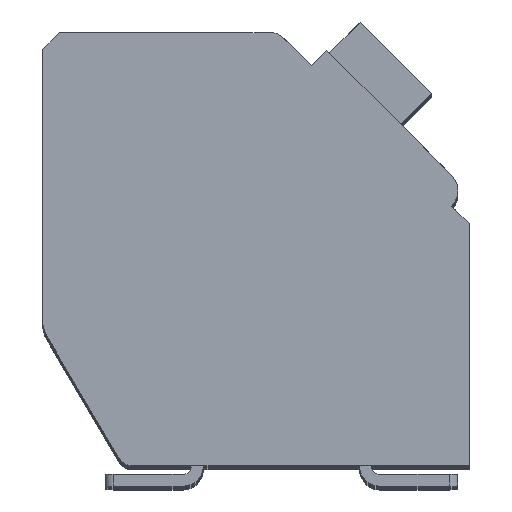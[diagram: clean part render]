
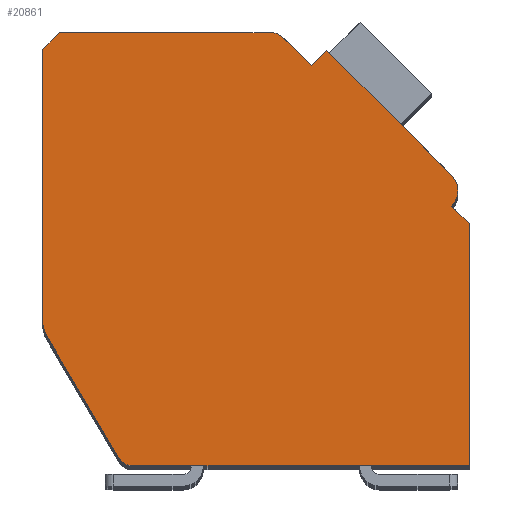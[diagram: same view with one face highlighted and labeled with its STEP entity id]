
A CAD part, top view. The second image highlights one B-rep face of the part: STEP entity #20861.
In plain terms, the highlighted planar face has unit normal (0, 0, 1).
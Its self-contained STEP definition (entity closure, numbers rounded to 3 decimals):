
#389=DIRECTION('',(0.,-1.,0.));
#390=VECTOR('',#389,8.053);
#391=CARTESIAN_POINT('',(-12.7,12.4,2.1));
#392=LINE('',#391,#390);
#393=DIRECTION('',(-0.707,-0.707,0.));
#394=VECTOR('',#393,0.707);
#395=CARTESIAN_POINT('',(-12.2,12.9,2.1));
#396=LINE('',#395,#394);
#397=DIRECTION('',(-1.,0.,0.));
#398=VECTOR('',#397,6.298);
#399=CARTESIAN_POINT('',(-5.902,12.9,2.1));
#400=LINE('',#399,#398);
#401=CARTESIAN_POINT('',(-5.902,12.4,2.1));
#402=DIRECTION('',(0.,0.,1.));
#403=DIRECTION('',(0.707,0.707,0.));
#404=AXIS2_PLACEMENT_3D('',#401,#402,#403);
#406=DIRECTION('',(-0.707,0.707,0.));
#407=VECTOR('',#406,1.197);
#408=CARTESIAN_POINT('',(-4.702,11.907,2.1));
#409=LINE('',#408,#407);
#410=DIRECTION('',(-0.707,-0.707,0.));
#411=VECTOR('',#410,0.65);
#412=CARTESIAN_POINT('',(-4.243,12.367,2.1));
#413=LINE('',#412,#411);
#414=DIRECTION('',(-0.707,0.707,0.));
#415=VECTOR('',#414,5.25);
#416=CARTESIAN_POINT('',(-0.53,8.655,2.1));
#417=LINE('',#416,#415);
#418=CARTESIAN_POINT('',(-0.99,8.195,2.1));
#419=DIRECTION('',(0.,0.,1.));
#420=DIRECTION('',(0.707,-0.707,0.));
#421=AXIS2_PLACEMENT_3D('',#418,#419,#420);
#423=DIRECTION('',(-0.707,0.707,0.));
#424=VECTOR('',#423,0.75);
#425=CARTESIAN_POINT('',(0.,7.205,2.1));
#426=LINE('',#425,#424);
#427=DIRECTION('',(0.,1.,0.));
#428=VECTOR('',#427,7.205);
#429=CARTESIAN_POINT('',(0.,0.,2.1));
#430=LINE('',#429,#428);
#431=DIRECTION('',(1.,0.,0.));
#432=VECTOR('',#431,10.014);
#433=CARTESIAN_POINT('',(-10.014,0.,2.1));
#434=LINE('',#433,#432);
#435=CARTESIAN_POINT('',(-10.014,0.5,2.1));
#436=DIRECTION('',(0.,0.,1.));
#437=DIRECTION('',(-0.862,-0.508,0.));
#438=AXIS2_PLACEMENT_3D('',#435,#436,#437);
#440=DIRECTION('',(0.508,-0.862,0.));
#441=VECTOR('',#440,4.17);
#442=CARTESIAN_POINT('',(-12.562,3.839,2.1));
#443=LINE('',#442,#441);
#444=CARTESIAN_POINT('',(-11.7,4.347,2.1));
#445=DIRECTION('',(0.,0.,1.));
#446=DIRECTION('',(-1.,0.,0.));
#447=AXIS2_PLACEMENT_3D('',#444,#445,#446);
#15703=CARTESIAN_POINT('',(-12.7,12.4,2.1));
#15704=CARTESIAN_POINT('',(-12.7,4.347,2.1));
#15705=VERTEX_POINT('',#15703);
#15706=VERTEX_POINT('',#15704);
#15707=CARTESIAN_POINT('',(-12.562,3.839,2.1));
#15708=VERTEX_POINT('',#15707);
#15709=CARTESIAN_POINT('',(-10.445,0.246,2.1));
#15710=VERTEX_POINT('',#15709);
#15711=CARTESIAN_POINT('',(-10.014,0.,2.1));
#15712=VERTEX_POINT('',#15711);
#15713=CARTESIAN_POINT('',(0.,0.,2.1));
#15714=VERTEX_POINT('',#15713);
#15715=CARTESIAN_POINT('',(0.,7.205,2.1));
#15716=VERTEX_POINT('',#15715);
#15717=CARTESIAN_POINT('',(-0.53,7.735,2.1));
#15718=VERTEX_POINT('',#15717);
#15719=CARTESIAN_POINT('',(-0.53,8.655,2.1));
#15720=VERTEX_POINT('',#15719);
#15721=CARTESIAN_POINT('',(-4.243,12.367,2.1));
#15722=VERTEX_POINT('',#15721);
#15723=CARTESIAN_POINT('',(-4.702,11.907,2.1));
#15724=VERTEX_POINT('',#15723);
#15725=CARTESIAN_POINT('',(-5.548,12.754,2.1));
#15726=VERTEX_POINT('',#15725);
#15727=CARTESIAN_POINT('',(-5.902,12.9,2.1));
#15728=VERTEX_POINT('',#15727);
#15729=CARTESIAN_POINT('',(-12.2,12.9,2.1));
#15730=VERTEX_POINT('',#15729);
#20828=CARTESIAN_POINT('',(0.,0.,2.1));
#20829=DIRECTION('',(0.,0.,1.));
#20830=DIRECTION('',(1.,0.,0.));
#20831=AXIS2_PLACEMENT_3D('',#20828,#20829,#20830);
#20832=PLANE('',#20831);
#20833=ORIENTED_EDGE('',*,*,#20469,.F.);
#20835=ORIENTED_EDGE('',*,*,#20834,.F.);
#20837=ORIENTED_EDGE('',*,*,#20836,.F.);
#20839=ORIENTED_EDGE('',*,*,#20838,.F.);
#20841=ORIENTED_EDGE('',*,*,#20840,.F.);
#20843=ORIENTED_EDGE('',*,*,#20842,.F.);
#20845=ORIENTED_EDGE('',*,*,#20844,.F.);
#20847=ORIENTED_EDGE('',*,*,#20846,.F.);
#20849=ORIENTED_EDGE('',*,*,#20848,.F.);
#20851=ORIENTED_EDGE('',*,*,#20850,.F.);
#20853=ORIENTED_EDGE('',*,*,#20852,.F.);
#20855=ORIENTED_EDGE('',*,*,#20854,.F.);
#20857=ORIENTED_EDGE('',*,*,#20856,.F.);
#20858=ORIENTED_EDGE('',*,*,#20611,.F.);
#20859=EDGE_LOOP('',(#20833,#20835,#20837,#20839,#20841,#20843,#20845,#20847,
#20849,#20851,#20853,#20855,#20857,#20858));
#20860=FACE_OUTER_BOUND('',#20859,.F.);
#405=CIRCLE('',#404,0.5);
#422=CIRCLE('',#421,0.65);
#439=CIRCLE('',#438,0.5);
#448=CIRCLE('',#447,1.);
#20469=EDGE_CURVE('',#15705,#15706,#392,.T.);
#20611=EDGE_CURVE('',#15706,#15708,#448,.T.);
#20834=EDGE_CURVE('',#15730,#15705,#396,.T.);
#20836=EDGE_CURVE('',#15728,#15730,#400,.T.);
#20838=EDGE_CURVE('',#15726,#15728,#405,.T.);
#20840=EDGE_CURVE('',#15724,#15726,#409,.T.);
#20842=EDGE_CURVE('',#15722,#15724,#413,.T.);
#20844=EDGE_CURVE('',#15720,#15722,#417,.T.);
#20846=EDGE_CURVE('',#15718,#15720,#422,.T.);
#20848=EDGE_CURVE('',#15716,#15718,#426,.T.);
#20850=EDGE_CURVE('',#15714,#15716,#430,.T.);
#20852=EDGE_CURVE('',#15712,#15714,#434,.T.);
#20854=EDGE_CURVE('',#15710,#15712,#439,.T.);
#20856=EDGE_CURVE('',#15708,#15710,#443,.T.);
#20861=ADVANCED_FACE('',(#20860),#20832,.T.);
